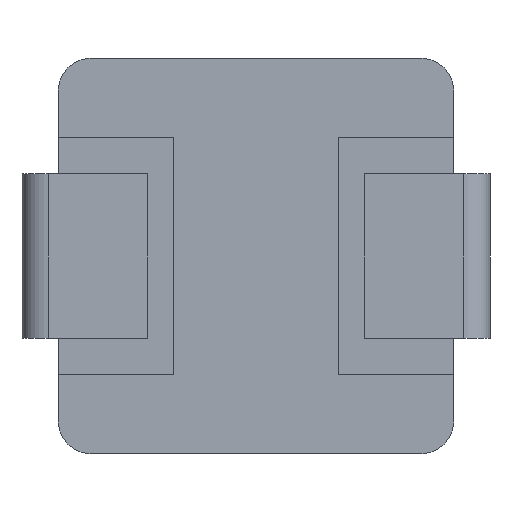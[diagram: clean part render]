
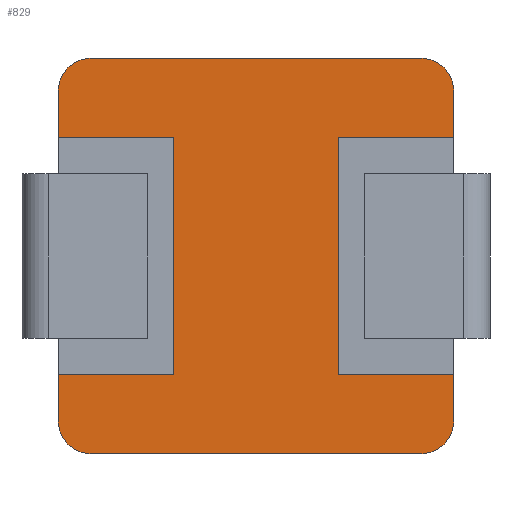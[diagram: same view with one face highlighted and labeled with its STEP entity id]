
A CAD part, front view. The second image highlights one B-rep face of the part: STEP entity #829.
In plain terms, the highlighted planar face has unit normal (0, -1, 0).
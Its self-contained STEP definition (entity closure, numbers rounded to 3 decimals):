
#23 = EDGE_CURVE ( 'NONE', #51, #366, #314, .T. ) ;
#34 = EDGE_CURVE ( 'NONE', #1036, #176, #235, .T. ) ;
#51 = VERTEX_POINT ( 'NONE', #1064 ) ;
#61 = CARTESIAN_POINT ( 'NONE',  ( 1.25, 0.15, 1.8 ) ) ;
#62 = VERTEX_POINT ( 'NONE', #310 ) ;
#67 = VECTOR ( 'NONE', #337, 1000. ) ;
#69 = VECTOR ( 'NONE', #702, 1000. ) ;
#76 = VERTEX_POINT ( 'NONE', #319 ) ;
#81 = CARTESIAN_POINT ( 'NONE',  ( -1.25, 0.15, 1.8 ) ) ;
#87 = EDGE_CURVE ( 'NONE', #1036, #579, #690, .T. ) ;
#108 = CIRCLE ( 'NONE', #610, 0.5 ) ;
#115 = CARTESIAN_POINT ( 'NONE',  ( 1.25, 0.15, -1.8 ) ) ;
#116 = LINE ( 'NONE', #217, #689 ) ;
#122 = EDGE_CURVE ( 'NONE', #176, #712, #897, .T. ) ;
#131 = DIRECTION ( 'NONE',  ( 0., 1., 0. ) ) ;
#146 = VERTEX_POINT ( 'NONE', #810 ) ;
#156 = CARTESIAN_POINT ( 'NONE',  ( -1.25, 0.15, -1.8 ) ) ;
#164 = DIRECTION ( 'NONE',  ( 0., -1., 0. ) ) ;
#176 = VERTEX_POINT ( 'NONE', #156 ) ;
#183 = DIRECTION ( 'NONE',  ( 0., -1., 0. ) ) ;
#187 = VECTOR ( 'NONE', #580, 1000. ) ;
#190 = ORIENTED_EDGE ( 'NONE', *, *, #535, .F. ) ;
#200 = CARTESIAN_POINT ( 'NONE',  ( 3., 0.15, -1.8 ) ) ;
#202 = ORIENTED_EDGE ( 'NONE', *, *, #122, .F. ) ;
#217 = CARTESIAN_POINT ( 'NONE',  ( 3., 0.15, 2.5 ) ) ;
#230 = CARTESIAN_POINT ( 'NONE',  ( -3., 0.15, 2.5 ) ) ;
#231 = EDGE_CURVE ( 'NONE', #146, #831, #520, .T. ) ;
#235 = LINE ( 'NONE', #954, #340 ) ;
#249 = ORIENTED_EDGE ( 'NONE', *, *, #1128, .T. ) ;
#250 = CARTESIAN_POINT ( 'NONE',  ( -3., 0.15, 2.5 ) ) ;
#259 = ORIENTED_EDGE ( 'NONE', *, *, #986, .T. ) ;
#265 = CIRCLE ( 'NONE', #1154, 0.5 ) ;
#272 = CARTESIAN_POINT ( 'NONE',  ( -3., 0.15, 1.8 ) ) ;
#288 = AXIS2_PLACEMENT_3D ( 'NONE', #966, #131, #873 ) ;
#302 = FACE_OUTER_BOUND ( 'NONE', #629, .T. ) ;
#310 = CARTESIAN_POINT ( 'NONE',  ( 2.5, 0.15, -3. ) ) ;
#314 = LINE ( 'NONE', #949, #527 ) ;
#319 = CARTESIAN_POINT ( 'NONE',  ( 3., 0.15, 1.8 ) ) ;
#322 = VERTEX_POINT ( 'NONE', #272 ) ;
#324 = CARTESIAN_POINT ( 'NONE',  ( -2.5, 0.15, 3. ) ) ;
#337 = DIRECTION ( 'NONE',  ( 1., 0., 0. ) ) ;
#340 = VECTOR ( 'NONE', #1051, 1000. ) ;
#354 = DIRECTION ( 'NONE',  ( 0., -1., 0. ) ) ;
#361 = VECTOR ( 'NONE', #1087, 1000. ) ;
#366 = VERTEX_POINT ( 'NONE', #200 ) ;
#384 = CIRCLE ( 'NONE', #1076, 0.5 ) ;
#390 = CARTESIAN_POINT ( 'NONE',  ( 2.5, 0.15, 3. ) ) ;
#395 = EDGE_CURVE ( 'NONE', #76, #146, #943, .T. ) ;
#403 = VERTEX_POINT ( 'NONE', #390 ) ;
#407 = VERTEX_POINT ( 'NONE', #502 ) ;
#424 = EDGE_CURVE ( 'NONE', #900, #403, #108, .T. ) ;
#431 = DIRECTION ( 'NONE',  ( 0., 0., 1. ) ) ;
#435 = LINE ( 'NONE', #813, #361 ) ;
#462 = EDGE_CURVE ( 'NONE', #76, #900, #116, .T. ) ;
#463 = VERTEX_POINT ( 'NONE', #774 ) ;
#479 = CARTESIAN_POINT ( 'NONE',  ( 3., 0.15, 1.8 ) ) ;
#487 = ORIENTED_EDGE ( 'NONE', *, *, #424, .T. ) ;
#498 = CARTESIAN_POINT ( 'NONE',  ( 2.5, 0.15, 2.5 ) ) ;
#502 = CARTESIAN_POINT ( 'NONE',  ( -3., 0.15, 2.5 ) ) ;
#513 = DIRECTION ( 'NONE',  ( 0., 0., 1. ) ) ;
#514 = DIRECTION ( 'NONE',  ( 1., 0., 0. ) ) ;
#520 = LINE ( 'NONE', #61, #1034 ) ;
#522 = LINE ( 'NONE', #250, #69 ) ;
#527 = VECTOR ( 'NONE', #860, 1000. ) ;
#535 = EDGE_CURVE ( 'NONE', #712, #322, #435, .T. ) ;
#537 = CARTESIAN_POINT ( 'NONE',  ( 2.5, 0.15, -2.5 ) ) ;
#542 = DIRECTION ( 'NONE',  ( 0., 0., 1. ) ) ;
#560 = EDGE_CURVE ( 'NONE', #62, #51, #764, .T. ) ;
#576 = LINE ( 'NONE', #324, #187 ) ;
#579 = VERTEX_POINT ( 'NONE', #627 ) ;
#580 = DIRECTION ( 'NONE',  ( -1., 0., 0. ) ) ;
#581 = DIRECTION ( 'NONE',  ( 0., 0., 1. ) ) ;
#582 = EDGE_CURVE ( 'NONE', #831, #366, #1159, .T. ) ;
#595 = DIRECTION ( 'NONE',  ( 0., 0., -1. ) ) ;
#610 = AXIS2_PLACEMENT_3D ( 'NONE', #498, #972, #771 ) ;
#613 = EDGE_CURVE ( 'NONE', #463, #62, #985, .T. ) ;
#627 = CARTESIAN_POINT ( 'NONE',  ( -3., 0.15, -2.5 ) ) ;
#629 = EDGE_LOOP ( 'NONE', ( #202, #969, #783, #822, #772, #656, #1017, #709, #1098, #830, #674, #487, #1005, #249, #259, #190 ) ) ;
#656 = ORIENTED_EDGE ( 'NONE', *, *, #560, .T. ) ;
#674 = ORIENTED_EDGE ( 'NONE', *, *, #462, .T. ) ;
#689 = VECTOR ( 'NONE', #581, 1000. ) ;
#690 = LINE ( 'NONE', #230, #1093 ) ;
#702 = DIRECTION ( 'NONE',  ( 0., 0., -1. ) ) ;
#705 = VECTOR ( 'NONE', #431, 1000. ) ;
#709 = ORIENTED_EDGE ( 'NONE', *, *, #582, .F. ) ;
#712 = VERTEX_POINT ( 'NONE', #741 ) ;
#718 = DIRECTION ( 'NONE',  ( 0., 0., 1. ) ) ;
#741 = CARTESIAN_POINT ( 'NONE',  ( -1.25, 0.15, 1.8 ) ) ;
#746 = CARTESIAN_POINT ( 'NONE',  ( -3., 0.15, -1.8 ) ) ;
#761 = VERTEX_POINT ( 'NONE', #1152 ) ;
#764 = CIRCLE ( 'NONE', #978, 0.5 ) ;
#771 = DIRECTION ( 'NONE',  ( 0., 0., 1. ) ) ;
#772 = ORIENTED_EDGE ( 'NONE', *, *, #613, .T. ) ;
#774 = CARTESIAN_POINT ( 'NONE',  ( -2.5, 0.15, -3. ) ) ;
#783 = ORIENTED_EDGE ( 'NONE', *, *, #87, .T. ) ;
#784 = CARTESIAN_POINT ( 'NONE',  ( -2.5, 0.15, -2.5 ) ) ;
#792 = CARTESIAN_POINT ( 'NONE',  ( -2.5, 0.15, -3. ) ) ;
#796 = EDGE_CURVE ( 'NONE', #403, #761, #576, .T. ) ;
#799 = CARTESIAN_POINT ( 'NONE',  ( 3., 0.15, -1.8 ) ) ;
#802 = DIRECTION ( 'NONE',  ( 0., 0., -1. ) ) ;
#810 = CARTESIAN_POINT ( 'NONE',  ( 1.25, 0.15, 1.8 ) ) ;
#812 = CARTESIAN_POINT ( 'NONE',  ( 3., 0.15, 2.5 ) ) ;
#813 = CARTESIAN_POINT ( 'NONE',  ( -3., 0.15, 1.8 ) ) ;
#821 = VECTOR ( 'NONE', #1102, 1000. ) ;
#822 = ORIENTED_EDGE ( 'NONE', *, *, #970, .T. ) ;
#829 = ADVANCED_FACE ( 'NONE', ( #302 ), #1054, .F. ) ;
#830 = ORIENTED_EDGE ( 'NONE', *, *, #395, .F. ) ;
#831 = VERTEX_POINT ( 'NONE', #115 ) ;
#860 = DIRECTION ( 'NONE',  ( 0., 0., 1. ) ) ;
#873 = DIRECTION ( 'NONE',  ( 0., 0., 1. ) ) ;
#897 = LINE ( 'NONE', #81, #705 ) ;
#900 = VERTEX_POINT ( 'NONE', #812 ) ;
#926 = CARTESIAN_POINT ( 'NONE',  ( -2.5, 0.15, 2.5 ) ) ;
#940 = VECTOR ( 'NONE', #514, 1000. ) ;
#943 = LINE ( 'NONE', #479, #821 ) ;
#949 = CARTESIAN_POINT ( 'NONE',  ( 3., 0.15, 2.5 ) ) ;
#954 = CARTESIAN_POINT ( 'NONE',  ( -3., 0.15, -1.8 ) ) ;
#966 = CARTESIAN_POINT ( 'NONE',  ( 0., 0.15, 0. ) ) ;
#969 = ORIENTED_EDGE ( 'NONE', *, *, #34, .F. ) ;
#970 = EDGE_CURVE ( 'NONE', #579, #463, #265, .T. ) ;
#972 = DIRECTION ( 'NONE',  ( 0., -1., 0. ) ) ;
#978 = AXIS2_PLACEMENT_3D ( 'NONE', #537, #354, #718 ) ;
#985 = LINE ( 'NONE', #792, #67 ) ;
#986 = EDGE_CURVE ( 'NONE', #407, #322, #522, .T. ) ;
#1005 = ORIENTED_EDGE ( 'NONE', *, *, #796, .T. ) ;
#1017 = ORIENTED_EDGE ( 'NONE', *, *, #23, .T. ) ;
#1034 = VECTOR ( 'NONE', #802, 1000. ) ;
#1036 = VERTEX_POINT ( 'NONE', #746 ) ;
#1051 = DIRECTION ( 'NONE',  ( 1., 0., 0. ) ) ;
#1054 = PLANE ( 'NONE',  #288 ) ;
#1064 = CARTESIAN_POINT ( 'NONE',  ( 3., 0.15, -2.5 ) ) ;
#1076 = AXIS2_PLACEMENT_3D ( 'NONE', #926, #183, #542 ) ;
#1087 = DIRECTION ( 'NONE',  ( -1., 0., 0. ) ) ;
#1093 = VECTOR ( 'NONE', #595, 1000. ) ;
#1098 = ORIENTED_EDGE ( 'NONE', *, *, #231, .F. ) ;
#1102 = DIRECTION ( 'NONE',  ( -1., 0., 0. ) ) ;
#1128 = EDGE_CURVE ( 'NONE', #761, #407, #384, .T. ) ;
#1152 = CARTESIAN_POINT ( 'NONE',  ( -2.5, 0.15, 3. ) ) ;
#1154 = AXIS2_PLACEMENT_3D ( 'NONE', #784, #164, #513 ) ;
#1159 = LINE ( 'NONE', #799, #940 ) ;
